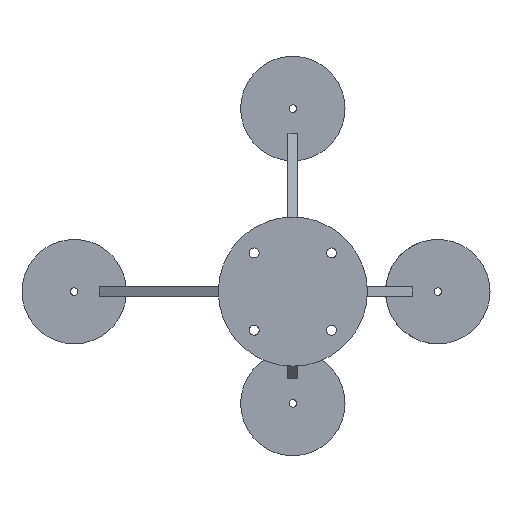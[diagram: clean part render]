
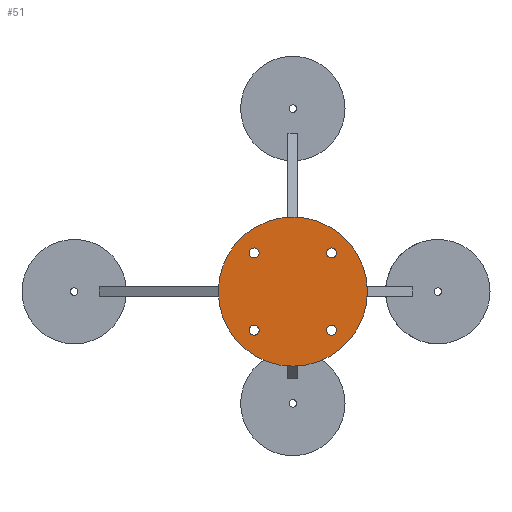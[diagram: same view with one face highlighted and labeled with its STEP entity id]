
A CAD part, front view. The second image highlights one B-rep face of the part: STEP entity #51.
In plain terms, the highlighted planar face has unit normal (0, -1, 0).
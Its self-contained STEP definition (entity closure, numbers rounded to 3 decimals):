
#6 = AXIS2_PLACEMENT_3D ( 'NONE', #1560, #296, #853 ) ;
#33 = AXIS2_PLACEMENT_3D ( 'NONE', #1697, #1299, #1438 ) ;
#51 = ADVANCED_FACE ( 'NONE', ( #1152, #1533, #270, #158, #1277 ), #586, .F. ) ;
#90 = ORIENTED_EDGE ( 'NONE', *, *, #1700, .T. ) ;
#98 = ORIENTED_EDGE ( 'NONE', *, *, #491, .T. ) ;
#104 = DIRECTION ( 'NONE',  ( 0., 0., 1. ) ) ;
#106 = VERTEX_POINT ( 'NONE', #429 ) ;
#125 = ORIENTED_EDGE ( 'NONE', *, *, #1392, .T. ) ;
#128 = CIRCLE ( 'NONE', #636, 1. ) ;
#135 = CIRCLE ( 'NONE', #1425, 1. ) ;
#155 = VERTEX_POINT ( 'NONE', #1448 ) ;
#158 = FACE_BOUND ( 'NONE', #346, .T. ) ;
#171 = EDGE_CURVE ( 'NONE', #155, #1002, #1568, .T. ) ;
#184 = EDGE_LOOP ( 'NONE', ( #90, #682 ) ) ;
#196 = CIRCLE ( 'NONE', #1614, 1. ) ;
#213 = CARTESIAN_POINT ( 'NONE',  ( 7.778, 0., 7.778 ) ) ;
#214 = DIRECTION ( 'NONE',  ( 0., 1., 0. ) ) ;
#270 = FACE_BOUND ( 'NONE', #419, .T. ) ;
#296 = DIRECTION ( 'NONE',  ( 0., 1., 0. ) ) ;
#299 = DIRECTION ( 'NONE',  ( 0., 0., 1. ) ) ;
#338 = DIRECTION ( 'NONE',  ( 0., 0., 1. ) ) ;
#346 = EDGE_LOOP ( 'NONE', ( #1806, #125 ) ) ;
#351 = AXIS2_PLACEMENT_3D ( 'NONE', #1644, #363, #1212 ) ;
#363 = DIRECTION ( 'NONE',  ( 0., 1., 0. ) ) ;
#418 = DIRECTION ( 'NONE',  ( 0., 1., 0. ) ) ;
#419 = EDGE_LOOP ( 'NONE', ( #951, #98 ) ) ;
#423 = EDGE_CURVE ( 'NONE', #566, #1168, #519, .T. ) ;
#429 = CARTESIAN_POINT ( 'NONE',  ( 7.778, 0., 6.778 ) ) ;
#477 = CARTESIAN_POINT ( 'NONE',  ( 7.778, 0., -7.778 ) ) ;
#491 = EDGE_CURVE ( 'NONE', #1209, #1143, #816, .T. ) ;
#519 = CIRCLE ( 'NONE', #1217, 15. ) ;
#543 = EDGE_CURVE ( 'NONE', #1143, #1209, #650, .T. ) ;
#562 = VERTEX_POINT ( 'NONE', #1053 ) ;
#566 = VERTEX_POINT ( 'NONE', #1186 ) ;
#573 = CIRCLE ( 'NONE', #1690, 1. ) ;
#580 = EDGE_CURVE ( 'NONE', #1168, #566, #1345, .T. ) ;
#581 = CARTESIAN_POINT ( 'NONE',  ( -7.778, 0., 7.778 ) ) ;
#586 = PLANE ( 'NONE',  #6 ) ;
#612 = CARTESIAN_POINT ( 'NONE',  ( 7.778, 0., 8.778 ) ) ;
#636 = AXIS2_PLACEMENT_3D ( 'NONE', #856, #1582, #1593 ) ;
#644 = DIRECTION ( 'NONE',  ( 0., 1., 0. ) ) ;
#650 = CIRCLE ( 'NONE', #1282, 1. ) ;
#671 = ORIENTED_EDGE ( 'NONE', *, *, #423, .F. ) ;
#682 = ORIENTED_EDGE ( 'NONE', *, *, #1064, .T. ) ;
#742 = CARTESIAN_POINT ( 'NONE',  ( 0., 0., 0. ) ) ;
#804 = AXIS2_PLACEMENT_3D ( 'NONE', #477, #1034, #338 ) ;
#805 = VERTEX_POINT ( 'NONE', #1662 ) ;
#816 = CIRCLE ( 'NONE', #1431, 1. ) ;
#853 = DIRECTION ( 'NONE',  ( 0., 0., 1. ) ) ;
#856 = CARTESIAN_POINT ( 'NONE',  ( 7.778, 0., -7.778 ) ) ;
#913 = CIRCLE ( 'NONE', #33, 1. ) ;
#951 = ORIENTED_EDGE ( 'NONE', *, *, #543, .T. ) ;
#999 = DIRECTION ( 'NONE',  ( 0., 0., 1. ) ) ;
#1002 = VERTEX_POINT ( 'NONE', #1733 ) ;
#1003 = DIRECTION ( 'NONE',  ( 0., 0., 1. ) ) ;
#1014 = DIRECTION ( 'NONE',  ( 0., 0., 1. ) ) ;
#1034 = DIRECTION ( 'NONE',  ( 0., 1., 0. ) ) ;
#1036 = ORIENTED_EDGE ( 'NONE', *, *, #580, .F. ) ;
#1053 = CARTESIAN_POINT ( 'NONE',  ( -7.778, 0., 6.778 ) ) ;
#1064 = EDGE_CURVE ( 'NONE', #1773, #106, #573, .T. ) ;
#1075 = CARTESIAN_POINT ( 'NONE',  ( -7.778, 0., -8.778 ) ) ;
#1083 = EDGE_LOOP ( 'NONE', ( #671, #1036 ) ) ;
#1127 = DIRECTION ( 'NONE',  ( 0., 1., 0. ) ) ;
#1143 = VERTEX_POINT ( 'NONE', #1075 ) ;
#1152 = FACE_OUTER_BOUND ( 'NONE', #1083, .T. ) ;
#1160 = CARTESIAN_POINT ( 'NONE',  ( -7.778, 0., -7.778 ) ) ;
#1168 = VERTEX_POINT ( 'NONE', #1749 ) ;
#1186 = CARTESIAN_POINT ( 'NONE',  ( 0., 0., -15. ) ) ;
#1209 = VERTEX_POINT ( 'NONE', #1471 ) ;
#1212 = DIRECTION ( 'NONE',  ( 0., 0., 1. ) ) ;
#1217 = AXIS2_PLACEMENT_3D ( 'NONE', #742, #1612, #1014 ) ;
#1264 = EDGE_CURVE ( 'NONE', #1002, #155, #128, .T. ) ;
#1275 = DIRECTION ( 'NONE',  ( 0., 1., 0. ) ) ;
#1277 = FACE_BOUND ( 'NONE', #184, .T. ) ;
#1282 = AXIS2_PLACEMENT_3D ( 'NONE', #1475, #214, #104 ) ;
#1299 = DIRECTION ( 'NONE',  ( 0., 1., 0. ) ) ;
#1345 = CIRCLE ( 'NONE', #351, 15. ) ;
#1392 = EDGE_CURVE ( 'NONE', #805, #562, #913, .T. ) ;
#1423 = EDGE_LOOP ( 'NONE', ( #1647, #1445 ) ) ;
#1425 = AXIS2_PLACEMENT_3D ( 'NONE', #1526, #1127, #299 ) ;
#1431 = AXIS2_PLACEMENT_3D ( 'NONE', #1160, #1275, #1003 ) ;
#1438 = DIRECTION ( 'NONE',  ( 0., 0., 1. ) ) ;
#1445 = ORIENTED_EDGE ( 'NONE', *, *, #1264, .T. ) ;
#1448 = CARTESIAN_POINT ( 'NONE',  ( 7.778, 0., -8.778 ) ) ;
#1471 = CARTESIAN_POINT ( 'NONE',  ( -7.778, 0., -6.778 ) ) ;
#1475 = CARTESIAN_POINT ( 'NONE',  ( -7.778, 0., -7.778 ) ) ;
#1526 = CARTESIAN_POINT ( 'NONE',  ( 7.778, 0., 7.778 ) ) ;
#1533 = FACE_BOUND ( 'NONE', #1423, .T. ) ;
#1560 = CARTESIAN_POINT ( 'NONE',  ( 0., 0., 0. ) ) ;
#1568 = CIRCLE ( 'NONE', #804, 1. ) ;
#1582 = DIRECTION ( 'NONE',  ( 0., 1., 0. ) ) ;
#1593 = DIRECTION ( 'NONE',  ( 0., 0., 1. ) ) ;
#1612 = DIRECTION ( 'NONE',  ( 0., 1., 0. ) ) ;
#1614 = AXIS2_PLACEMENT_3D ( 'NONE', #581, #418, #999 ) ;
#1644 = CARTESIAN_POINT ( 'NONE',  ( 0., 0., 0. ) ) ;
#1647 = ORIENTED_EDGE ( 'NONE', *, *, #171, .T. ) ;
#1662 = CARTESIAN_POINT ( 'NONE',  ( -7.778, 0., 8.778 ) ) ;
#1690 = AXIS2_PLACEMENT_3D ( 'NONE', #213, #644, #1759 ) ;
#1697 = CARTESIAN_POINT ( 'NONE',  ( -7.778, 0., 7.778 ) ) ;
#1700 = EDGE_CURVE ( 'NONE', #106, #1773, #135, .T. ) ;
#1714 = EDGE_CURVE ( 'NONE', #562, #805, #196, .T. ) ;
#1733 = CARTESIAN_POINT ( 'NONE',  ( 7.778, 0., -6.778 ) ) ;
#1749 = CARTESIAN_POINT ( 'NONE',  ( 0., 0., 15. ) ) ;
#1759 = DIRECTION ( 'NONE',  ( 0., 0., 1. ) ) ;
#1773 = VERTEX_POINT ( 'NONE', #612 ) ;
#1806 = ORIENTED_EDGE ( 'NONE', *, *, #1714, .T. ) ;
